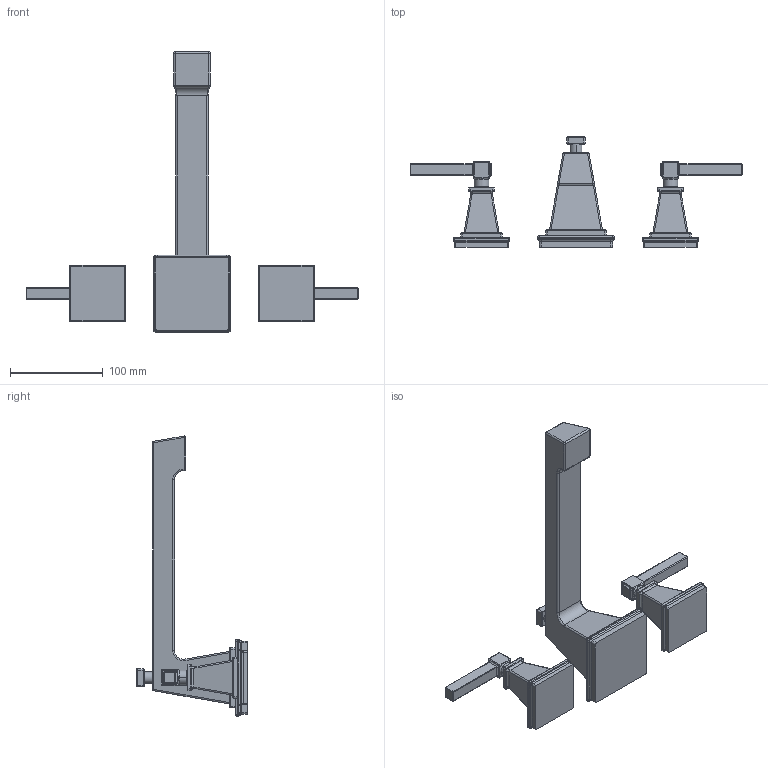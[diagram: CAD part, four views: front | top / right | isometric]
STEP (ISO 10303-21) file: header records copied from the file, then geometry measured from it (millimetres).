
FILE_DESCRIPTION((''),'2;1');
FILE_NAME('3-3146','2021-03-15T14:49:57',('jinson.thomas'),(''),'CREO PARAMETRIC BY PTC INC, 2018400','CREO PARAMETRIC BY PTC INC, 2018400','');
FILE_SCHEMA(('CONFIG_CONTROL_DESIGN'));
Length unit declared in the file: inch
Products named in the file (1): 3-3146
Bounding box: 357.2 x 118.96 x 301.32 mm (x, y, z)
Volume: 684530 mm3; surface area: 103124.3 mm2
Topology: 3 solids, 3 shells, 615 faces, 1369 edges, 770 vertices
Faces by surface type: cylinder 256, bspline 158, plane 119, torus 42, sphere 40
Entity records: 21902 total; most frequent: CARTESIAN_POINT 9107, ORIENTED_EDGE 2722, DIRECTION 2623, EDGE_CURVE 1361, AXIS2_PLACEMENT_3D 1055, VERTEX_POINT 770, EDGE_LOOP 633, FACE_OUTER_BOUND 615
